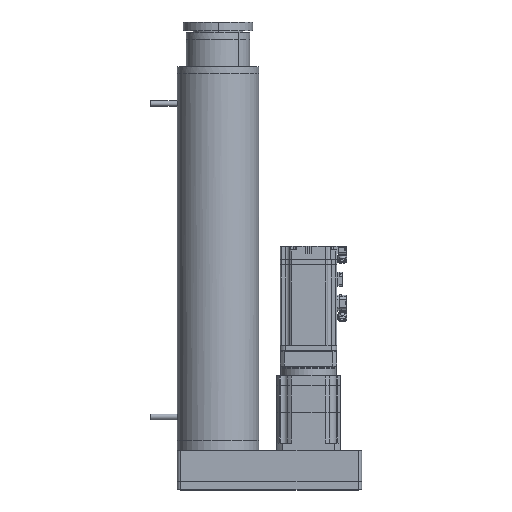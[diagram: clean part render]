
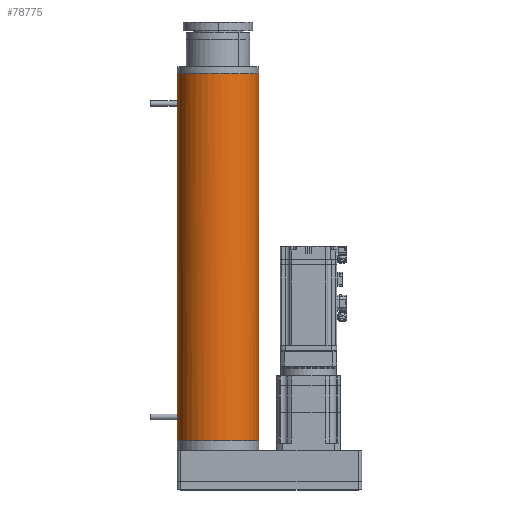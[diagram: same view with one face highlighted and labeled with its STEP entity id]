
A CAD part, top view. The second image highlights one B-rep face of the part: STEP entity #78775.
In plain terms, the highlighted cylindrical face has radius 57.5 mm (diameter 115 mm), a partial arc.
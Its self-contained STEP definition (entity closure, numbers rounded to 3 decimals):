
#2114 = EDGE_CURVE ( 'NONE', #77071, #31963, #24874, .T. ) ;
#3225 = CARTESIAN_POINT ( 'NONE',  ( 38.001, 43.324, 518. ) ) ;
#3543 = CARTESIAN_POINT ( 'NONE',  ( 0., 0., 0. ) ) ;
#3656 = CARTESIAN_POINT ( 'NONE',  ( 25.483, 51.687, 518. ) ) ;
#4081 = CARTESIAN_POINT ( 'NONE',  ( -45.723, 35.077, 518. ) ) ;
#4975 = CARTESIAN_POINT ( 'NONE',  ( -57.505, 3.764, 518. ) ) ;
#7066 = CIRCLE ( 'NONE', #9934, 57.5 ) ;
#7298 = VECTOR ( 'NONE', #31621, 1000. ) ;
#7712 = VERTEX_POINT ( 'NONE', #74865 ) ;
#9934 = AXIS2_PLACEMENT_3D ( 'NONE', #3543, #78400, #64018 ) ;
#10778 = CARTESIAN_POINT ( 'NONE',  ( 55.666, 14.91, 518. ) ) ;
#11208 = CARTESIAN_POINT ( 'NONE',  ( 35.077, 45.723, 518. ) ) ;
#15797 = VERTEX_POINT ( 'NONE', #33276 ) ;
#17045 = CARTESIAN_POINT ( 'NONE',  ( -28.819, 49.905, 518. ) ) ;
#17507 = CARTESIAN_POINT ( 'NONE',  ( -49.905, 28.819, 518. ) ) ;
#18370 = CARTESIAN_POINT ( 'NONE',  ( -55.666, 14.91, 518. ) ) ;
#18836 = CARTESIAN_POINT ( 'NONE',  ( -57.134, 7.527, 518. ) ) ;
#20824 = ORIENTED_EDGE ( 'NONE', *, *, #36790, .T. ) ;
#24226 = CARTESIAN_POINT ( 'NONE',  ( -25.483, 51.687, 518. ) ) ;
#24688 = CARTESIAN_POINT ( 'NONE',  ( 51.687, 25.483, 518. ) ) ;
#24874 = LINE ( 'NONE', #80921, #7298 ) ;
#25252 = EDGE_LOOP ( 'NONE', ( #87107, #20824, #37440, #28426 ) ) ;
#25564 = CARTESIAN_POINT ( 'NONE',  ( 54.568, 18.529, 518. ) ) ;
#26818 = DIRECTION ( 'NONE',  ( 0., 0., -1. ) ) ;
#28073 = EDGE_CURVE ( 'NONE', #7712, #31963, #7066, .T. ) ;
#28426 = ORIENTED_EDGE ( 'NONE', *, *, #2114, .F. ) ;
#28904 = EDGE_CURVE ( 'NONE', #15797, #77071, #61359, .T. ) ;
#29246 = FACE_OUTER_BOUND ( 'NONE', #25252, .T. ) ;
#29296 = CARTESIAN_POINT ( 'NONE',  ( -57.5, 0., 0. ) ) ;
#30991 = CARTESIAN_POINT ( 'NONE',  ( 3.764, 57.505, 518. ) ) ;
#31425 = CARTESIAN_POINT ( 'NONE',  ( -51.687, 25.483, 518. ) ) ;
#31621 = DIRECTION ( 'NONE',  ( 0., 0., -1. ) ) ;
#31963 = VERTEX_POINT ( 'NONE', #29296 ) ;
#33276 = CARTESIAN_POINT ( 'NONE',  ( 57.502, 0., 518. ) ) ;
#35956 = DIRECTION ( 'NONE',  ( -1., 0., 0. ) ) ;
#36790 = EDGE_CURVE ( 'NONE', #15797, #7712, #42485, .T. ) ;
#37258 = CARTESIAN_POINT ( 'NONE',  ( 49.905, 28.819, 518. ) ) ;
#37440 = ORIENTED_EDGE ( 'NONE', *, *, #28073, .T. ) ;
#37721 = CARTESIAN_POINT ( 'NONE',  ( 57.505, 3.764, 518. ) ) ;
#38141 = CARTESIAN_POINT ( 'NONE',  ( -43.324, 38.001, 518. ) ) ;
#38582 = CARTESIAN_POINT ( 'NONE',  ( 7.527, 57.134, 518. ) ) ;
#42485 = LINE ( 'NONE', #81532, #84105 ) ;
#45757 = CARTESIAN_POINT ( 'NONE',  ( 14.91, 55.666, 518. ) ) ;
#50315 = DIRECTION ( 'NONE',  ( 0., 0., -1. ) ) ;
#51169 = CARTESIAN_POINT ( 'NONE',  ( 18.529, 54.568, 518. ) ) ;
#51612 = CARTESIAN_POINT ( 'NONE',  ( 28.819, 49.905, 518. ) ) ;
#52541 = CARTESIAN_POINT ( 'NONE',  ( -57.502, 0., 518. ) ) ;
#56600 = CARTESIAN_POINT ( 'NONE',  ( 0., 0., 518. ) ) ;
#58331 = CARTESIAN_POINT ( 'NONE',  ( -3.764, 57.505, 518. ) ) ;
#58785 = CARTESIAN_POINT ( 'NONE',  ( -14.91, 55.666, 518. ) ) ;
#59242 = CARTESIAN_POINT ( 'NONE',  ( -54.568, 18.529, 518. ) ) ;
#61359 = B_SPLINE_CURVE_WITH_KNOTS ( 'NONE', 3,
 ( #66369, #37721, #85210, #10778, #25564, #24688, #37258, #79836, #65041, #3225, #11208, #51612, #3656, #51169, #45757, #38582, #30991, #58331, #73077, #58785, #85630, #24226, #17045, #65463, #78970, #38141, #4081, #17507, #31425, #59242, #18370, #18836, #4975, #65913 ),
 .UNSPECIFIED., .F., .F.,
 ( 4, 2, 2, 2, 2, 2, 2, 2, 2, 2, 2, 2, 2, 2, 2, 2, 4 ),
 ( 0., 0.031, 0.062, 0.094, 0.125, 0.156, 0.187, 0.219, 0.25, 0.281, 0.313, 0.344, 0.375, 0.406, 0.438, 0.469, 0.5 ),
 .UNSPECIFIED. ) ;
#64018 = DIRECTION ( 'NONE',  ( 1., 0., 0. ) ) ;
#64648 = AXIS2_PLACEMENT_3D ( 'NONE', #56600, #50315, #35956 ) ;
#65041 = CARTESIAN_POINT ( 'NONE',  ( 43.324, 38.001, 518. ) ) ;
#65463 = CARTESIAN_POINT ( 'NONE',  ( -35.077, 45.723, 518. ) ) ;
#65913 = CARTESIAN_POINT ( 'NONE',  ( -57.502, 0., 518. ) ) ;
#66369 = CARTESIAN_POINT ( 'NONE',  ( 57.502, 0., 518. ) ) ;
#73077 = CARTESIAN_POINT ( 'NONE',  ( -7.527, 57.134, 518. ) ) ;
#74865 = CARTESIAN_POINT ( 'NONE',  ( 57.5, 0., 0. ) ) ;
#77071 = VERTEX_POINT ( 'NONE', #52541 ) ;
#78400 = DIRECTION ( 'NONE',  ( 0., 0., 1. ) ) ;
#78775 = ADVANCED_FACE ( 'NONE', ( #29246 ), #84337, .T. ) ;
#78970 = CARTESIAN_POINT ( 'NONE',  ( -38.001, 43.324, 518. ) ) ;
#79836 = CARTESIAN_POINT ( 'NONE',  ( 45.723, 35.077, 518. ) ) ;
#80921 = CARTESIAN_POINT ( 'NONE',  ( -57.5, 0., 518. ) ) ;
#81532 = CARTESIAN_POINT ( 'NONE',  ( 57.5, 0., 518. ) ) ;
#84105 = VECTOR ( 'NONE', #26818, 1000. ) ;
#84337 = CYLINDRICAL_SURFACE ( 'NONE', #64648, 57.5 ) ;
#85210 = CARTESIAN_POINT ( 'NONE',  ( 57.134, 7.527, 518. ) ) ;
#85630 = CARTESIAN_POINT ( 'NONE',  ( -18.529, 54.568, 518. ) ) ;
#87107 = ORIENTED_EDGE ( 'NONE', *, *, #28904, .F. ) ;
